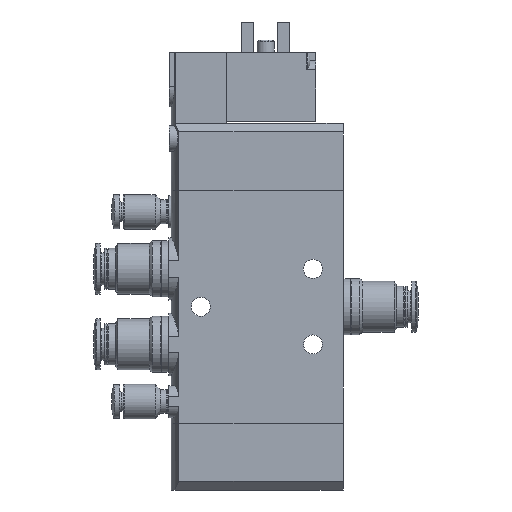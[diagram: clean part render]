
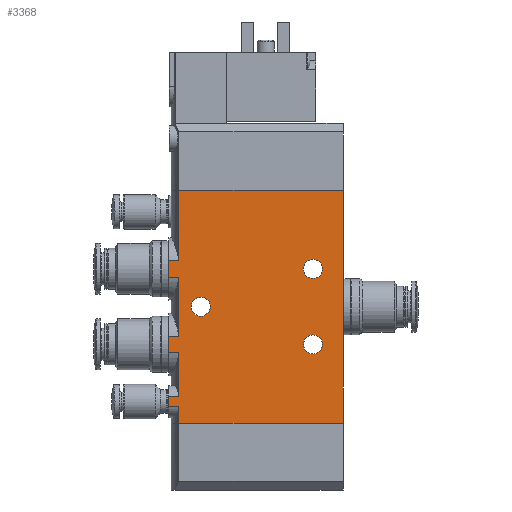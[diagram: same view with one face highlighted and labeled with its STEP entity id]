
A CAD part, left-side view. The second image highlights one B-rep face of the part: STEP entity #3368.
In plain terms, the highlighted face is planar.
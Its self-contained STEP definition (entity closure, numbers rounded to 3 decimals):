
#116=PLANE('',#4244);
#292=CIRCLE('',#4232,2.2);
#294=CIRCLE('',#4235,2.2);
#299=CIRCLE('',#4245,2.2);
#534=ORIENTED_EDGE('',*,*,#1385,.T.);
#535=ORIENTED_EDGE('',*,*,#1422,.T.);
#536=ORIENTED_EDGE('',*,*,#1415,.F.);
#537=ORIENTED_EDGE('',*,*,#1374,.T.);
#538=ORIENTED_EDGE('',*,*,#1387,.T.);
#539=ORIENTED_EDGE('',*,*,#1376,.T.);
#540=ORIENTED_EDGE('',*,*,#1417,.F.);
#541=ORIENTED_EDGE('',*,*,#1366,.T.);
#542=ORIENTED_EDGE('',*,*,#1390,.T.);
#543=ORIENTED_EDGE('',*,*,#1368,.T.);
#544=ORIENTED_EDGE('',*,*,#1409,.F.);
#545=ORIENTED_EDGE('',*,*,#1399,.T.);
#546=ORIENTED_EDGE('',*,*,#1403,.T.);
#547=ORIENTED_EDGE('',*,*,#1401,.T.);
#548=ORIENTED_EDGE('',*,*,#1412,.F.);
#549=ORIENTED_EDGE('',*,*,#1423,.F.);
#550=ORIENTED_EDGE('',*,*,#1407,.F.);
#551=ORIENTED_EDGE('',*,*,#1405,.F.);
#552=ORIENTED_EDGE('',*,*,#1424,.F.);
#1366=EDGE_CURVE('',#1825,#1824,#2155,.F.);
#1368=EDGE_CURVE('',#1826,#1827,#2156,.T.);
#1374=EDGE_CURVE('',#1833,#1832,#2159,.F.);
#1376=EDGE_CURVE('',#1834,#1835,#2160,.T.);
#1385=EDGE_CURVE('',#1844,#1843,#2164,.T.);
#1387=EDGE_CURVE('',#1832,#1834,#2166,.T.);
#1390=EDGE_CURVE('',#1824,#1826,#2168,.T.);
#1399=EDGE_CURVE('',#1852,#1853,#2173,.F.);
#1401=EDGE_CURVE('',#1855,#1854,#2174,.T.);
#1403=EDGE_CURVE('',#1853,#1855,#2175,.T.);
#1405=EDGE_CURVE('',#1857,#1857,#292,.F.);
#1407=EDGE_CURVE('',#1859,#1859,#294,.F.);
#1409=EDGE_CURVE('',#1852,#1827,#2176,.T.);
#1412=EDGE_CURVE('',#1862,#1854,#2178,.T.);
#1415=EDGE_CURVE('',#1833,#1864,#2181,.T.);
#1417=EDGE_CURVE('',#1825,#1835,#2182,.T.);
#1422=EDGE_CURVE('',#1843,#1864,#2186,.T.);
#1423=EDGE_CURVE('',#1844,#1862,#2187,.T.);
#1424=EDGE_CURVE('',#1866,#1866,#299,.F.);
#1824=VERTEX_POINT('',#5673);
#1825=VERTEX_POINT('',#5675);
#1826=VERTEX_POINT('',#5687);
#1827=VERTEX_POINT('',#5688);
#1832=VERTEX_POINT('',#5707);
#1833=VERTEX_POINT('',#5709);
#1834=VERTEX_POINT('',#5721);
#1835=VERTEX_POINT('',#5722);
#1843=VERTEX_POINT('',#5747);
#1844=VERTEX_POINT('',#5749);
#1852=VERTEX_POINT('',#5786);
#1853=VERTEX_POINT('',#5787);
#1854=VERTEX_POINT('',#5799);
#1855=VERTEX_POINT('',#5801);
#1857=VERTEX_POINT('',#5809);
#1859=VERTEX_POINT('',#5814);
#1862=VERTEX_POINT('',#5822);
#1864=VERTEX_POINT('',#5829);
#1866=VERTEX_POINT('',#5843);
#2155=LINE('',#5674,#2374);
#2156=LINE('',#5686,#2375);
#2159=LINE('',#5708,#2378);
#2160=LINE('',#5720,#2379);
#2164=LINE('',#5748,#2383);
#2166=LINE('',#5752,#2385);
#2168=LINE('',#5757,#2387);
#2173=LINE('',#5785,#2392);
#2174=LINE('',#5800,#2393);
#2175=LINE('',#5804,#2394);
#2176=LINE('',#5818,#2395);
#2178=LINE('',#5823,#2397);
#2181=LINE('',#5828,#2400);
#2182=LINE('',#5832,#2401);
#2186=LINE('',#5840,#2405);
#2187=LINE('',#5841,#2406);
#2374=VECTOR('',#4627,1000.);
#2375=VECTOR('',#4630,1000.);
#2378=VECTOR('',#4639,1000.);
#2379=VECTOR('',#4642,1000.);
#2383=VECTOR('',#4656,1000.);
#2385=VECTOR('',#4660,1000.);
#2387=VECTOR('',#4666,1000.);
#2392=VECTOR('',#4683,1000.);
#2393=VECTOR('',#4684,1000.);
#2394=VECTOR('',#4689,1000.);
#2395=VECTOR('',#4706,1000.);
#2397=VECTOR('',#4710,1000.);
#2400=VECTOR('',#4715,1000.);
#2401=VECTOR('',#4720,1000.);
#2405=VECTOR('',#4730,1000.);
#2406=VECTOR('',#4731,1000.);
#2621=EDGE_LOOP('',(#534,#535,#536,#537,#538,#539,#540,#541,#542,#543,#544,
#545,#546,#547,#548,#549));
#2622=EDGE_LOOP('',(#550));
#2623=EDGE_LOOP('',(#551));
#2624=EDGE_LOOP('',(#552));
#2959=FACE_BOUND('',#2621,.T.);
#2960=FACE_BOUND('',#2622,.T.);
#2961=FACE_BOUND('',#2623,.T.);
#2962=FACE_BOUND('',#2624,.T.);
#3368=ADVANCED_FACE('',(#2959,#2960,#2961,#2962),#116,.F.);
#4232=AXIS2_PLACEMENT_3D('',#5808,#4694,#4695);
#4235=AXIS2_PLACEMENT_3D('',#5813,#4700,#4701);
#4244=AXIS2_PLACEMENT_3D('',#5839,#4728,#4729);
#4245=AXIS2_PLACEMENT_3D('',#5842,#4732,#4733);
#4627=DIRECTION('',(0.,-1.,0.));
#4630=DIRECTION('',(0.,-1.,0.));
#4639=DIRECTION('',(0.,-1.,0.));
#4642=DIRECTION('',(0.,-1.,0.));
#4656=DIRECTION('',(-1.,0.,0.));
#4660=DIRECTION('',(1.,0.,0.));
#4666=DIRECTION('',(1.,0.,0.));
#4683=DIRECTION('',(0.,-1.,0.));
#4684=DIRECTION('',(0.,-1.,0.));
#4689=DIRECTION('',(1.,0.,0.));
#4694=DIRECTION('',(0.,0.,1.));
#4695=DIRECTION('',(1.,0.,0.));
#4700=DIRECTION('',(0.,0.,1.));
#4701=DIRECTION('',(1.,0.,0.));
#4706=DIRECTION('',(-1.,0.,0.));
#4710=DIRECTION('',(-1.,0.,0.));
#4715=DIRECTION('',(-1.,0.,0.));
#4720=DIRECTION('',(-1.,0.,0.));
#4728=DIRECTION('',(0.,0.,1.));
#4729=DIRECTION('',(1.,0.,0.));
#4730=DIRECTION('',(0.,1.,0.));
#4731=DIRECTION('',(0.,1.,0.));
#4732=DIRECTION('',(0.,0.,1.));
#4733=DIRECTION('',(1.,0.,0.));
#5673=CARTESIAN_POINT('',(33.863,40.4,-7.));
#5674=CARTESIAN_POINT('',(33.863,0.,-7.));
#5675=CARTESIAN_POINT('',(33.863,38.066,-7.));
#5686=CARTESIAN_POINT('',(37.637,0.,-7.));
#5687=CARTESIAN_POINT('',(37.637,40.4,-7.));
#5688=CARTESIAN_POINT('',(37.637,38.066,-7.));
#5707=CARTESIAN_POINT('',(16.363,40.4,-7.));
#5708=CARTESIAN_POINT('',(16.363,0.,-7.));
#5709=CARTESIAN_POINT('',(16.363,38.066,-7.));
#5720=CARTESIAN_POINT('',(20.137,0.,-7.));
#5721=CARTESIAN_POINT('',(20.137,40.4,-7.));
#5722=CARTESIAN_POINT('',(20.137,38.066,-7.));
#5747=CARTESIAN_POINT('',(0.,0.,-7.));
#5748=CARTESIAN_POINT('',(54.,0.,-7.));
#5749=CARTESIAN_POINT('',(54.,0.,-7.));
#5752=CARTESIAN_POINT('',(18.25,40.4,-7.));
#5757=CARTESIAN_POINT('',(35.75,40.4,-7.));
#5785=CARTESIAN_POINT('',(47.8,0.,-7.));
#5786=CARTESIAN_POINT('',(47.8,38.066,-7.));
#5787=CARTESIAN_POINT('',(47.8,40.4,-7.));
#5799=CARTESIAN_POINT('',(50.2,38.066,-7.));
#5800=CARTESIAN_POINT('',(50.2,0.,-7.));
#5801=CARTESIAN_POINT('',(50.2,40.4,-7.));
#5804=CARTESIAN_POINT('',(49.,40.4,-7.));
#5808=CARTESIAN_POINT('',(18.25,7.,-7.));
#5809=CARTESIAN_POINT('',(20.45,7.,-7.));
#5813=CARTESIAN_POINT('',(35.75,7.,-7.));
#5814=CARTESIAN_POINT('',(37.95,7.,-7.));
#5818=CARTESIAN_POINT('',(54.,38.066,-7.));
#5822=CARTESIAN_POINT('',(54.,38.066,-7.));
#5823=CARTESIAN_POINT('',(54.,38.066,-7.));
#5828=CARTESIAN_POINT('',(54.,38.066,-7.));
#5829=CARTESIAN_POINT('',(0.,38.066,-7.));
#5832=CARTESIAN_POINT('',(54.,38.066,-7.));
#5839=CARTESIAN_POINT('',(54.,0.,-7.));
#5840=CARTESIAN_POINT('',(0.,0.,-7.));
#5841=CARTESIAN_POINT('',(54.,0.,-7.));
#5842=CARTESIAN_POINT('',(27.,33.,-7.));
#5843=CARTESIAN_POINT('',(29.2,33.,-7.));
